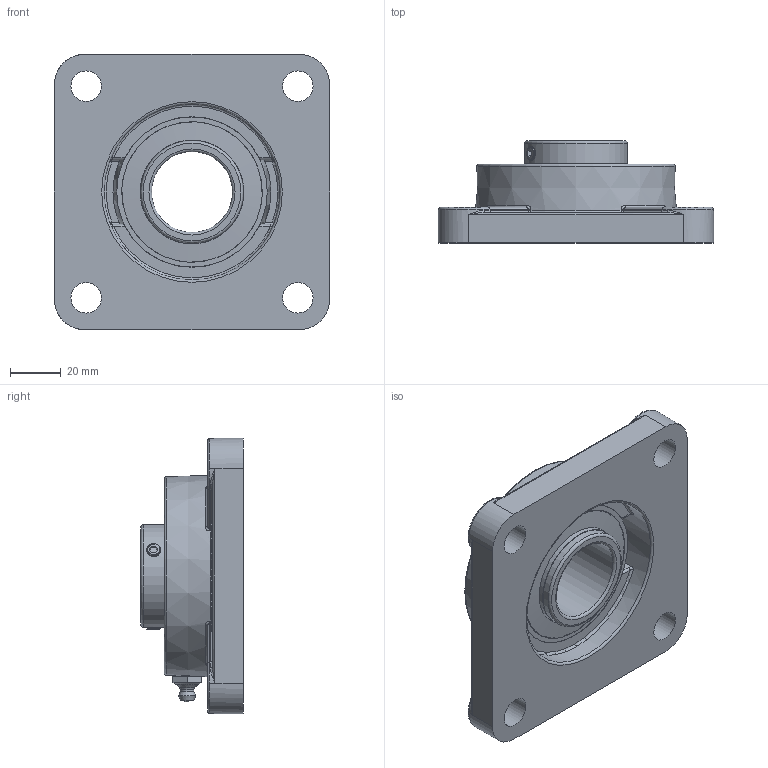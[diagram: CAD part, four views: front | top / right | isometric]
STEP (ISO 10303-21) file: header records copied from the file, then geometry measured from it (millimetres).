
FILE_DESCRIPTION(('HOOPS Exchange Step'),'2;1');
FILE_NAME('export-B8EC8B24-FD81-4289-8F25-35C68E9639AD.stp','2019-12-12T15:39:15-08:00',('ibuslach'),('Alibre'),'HOOPS Exchange 2019.2','Alibre','Unknown authorisation');
FILE_SCHEMA( ('AP242_MANAGED_MODEL_BASED_3D_ENGINEERING_MIM_LF {1 0 10303 442 1 1 4 }') );
Length unit declared in the file: centimetre
Products named in the file (7): SUC 206-20 RACES; SUC 206 SHIELD; SUC 206 SS; MRN SUC 206-20; ZERK 6mm; MRN SF 206; MRN SUCF 206-20
Assembly tree (8 placements, depth 3):
  MRN SUCF 206-20
    MRN SUC 206-20
      SUC 206-20 RACES
      SUC 206 SHIELD  x2
      SUC 206 SS  x2
    ZERK 6mm
    MRN SF 206
Bounding box: 108 x 40.2 x 108 mm (x, y, z)
Volume: 157193.5 mm3; surface area: 58441.2 mm2
Topology: 8 solids, 8 shells, 690 faces, 1896 edges, 1220 vertices
Faces by surface type: plane 262, extrusion 239, cylinder 74, torus 36, bspline 32, cone 29, sphere 18
Full cylindrical faces by diameter (mm): 2.005 x2, 5.359 x12, 6 x2, 12 x4, 31.75 x1, 40.259 x1, 40.284 x2, 40.792 x2, 55.093 x1, 55.118 x2, 67.335 x1, 69.088 x1
Entity records: 29260 total; most frequent: CARTESIAN_POINT 13338, ORIENTED_EDGE 3610, DIRECTION 2536, EDGE_CURVE 1805, VERTEX_POINT 1174, VECTOR 1162, LINE 923, B_SPLINE_CURVE_WITH_KNOTS 827
